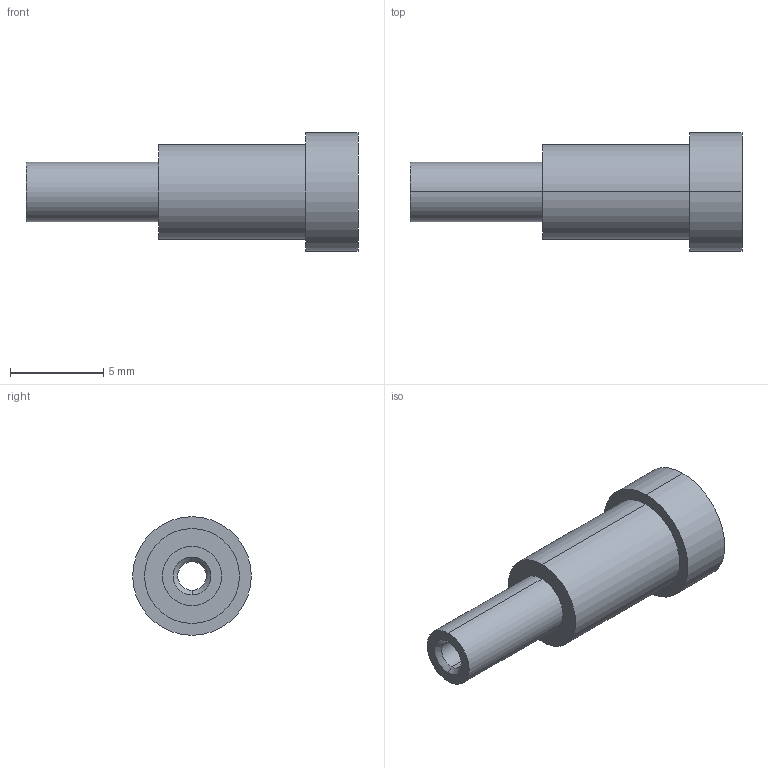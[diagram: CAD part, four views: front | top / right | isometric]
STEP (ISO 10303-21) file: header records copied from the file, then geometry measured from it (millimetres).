
FILE_DESCRIPTION(('starvars output'),'2;1');
FILE_NAME('cv20190725164146000061946.stp','16:41:46 2019/07/25',( 'Thomas Industrial Network Germany GmbH'),( 'Thomas Industrial Network Germany GmbH'),'unknown preprocess','ACIS' ,'unknown authorization');
FILE_SCHEMA(('AUTOMOTIVE_DESIGN_CC2 {UNKNOWN IMPLEMENTATION LEVEL}'));
Length unit declared in the file: millimetre
Products named in the file (1): PRODUCT_ID_1
Bounding box: 17.78 x 6.35 x 6.35 mm (x, y, z)
Volume: 271.8 mm3; surface area: 396.5 mm2
Topology: 1 solids, 1 shells, 14 faces, 28 edges, 18 vertices
Faces by surface type: cylinder 8, plane 4, cone 2
Entity records: 503 total; most frequent: ORIENTED_EDGE 56, CARTESIAN_POINT 46, DIRECTION 46, EDGE_CURVE 28, VERTEX_POINT 18, AXIS2_PLACEMENT_3D 18, EDGE_LOOP 18, FACE_BOUND 18
